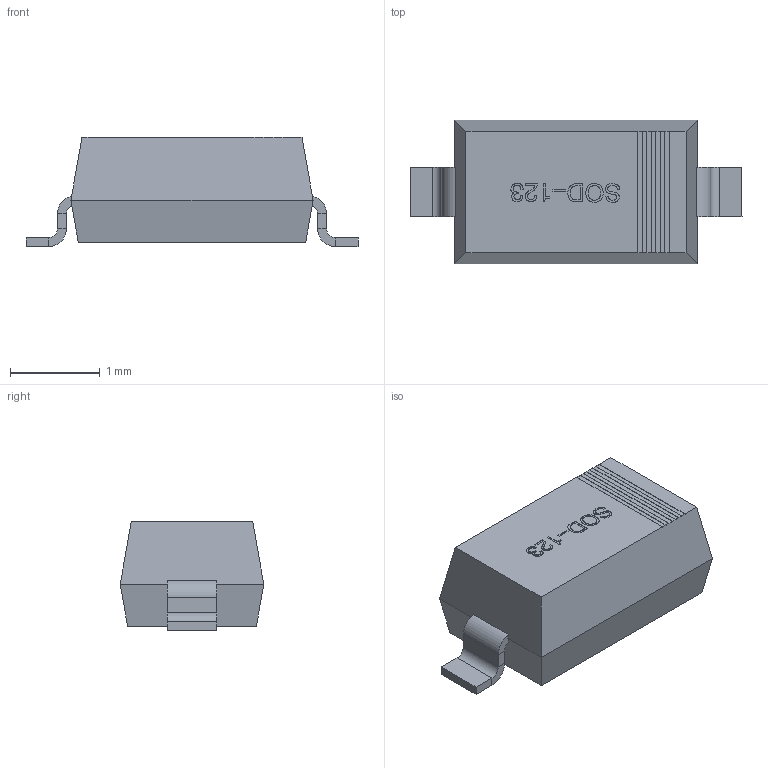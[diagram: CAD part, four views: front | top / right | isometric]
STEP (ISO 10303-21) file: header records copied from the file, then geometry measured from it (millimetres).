
FILE_DESCRIPTION(/* description */ ('Open CASCADE Model'),/* implementation_level */ '2;1');
FILE_NAME(/* name */ 'SOD-123.step',/* time_stamp */ '2025-03-29T23:14:49+08:00',/* author */ (''),/* organization */ (''),/* preprocessor_version */ 'ST-DEVELOPER v20.1',/* originating_system */ 'Autodesk Translation Framework v14.4.0.0',/* authorisation */ '');
FILE_SCHEMA (('AUTOMOTIVE_DESIGN { 1 0 10303 214 3 1 1 }'));
Length unit declared in the file: millimetre
Products named in the file (7): PCB; Board; Open CASCADE STEP translator 7.5 4.1.1; Designator1; SOD-323; SOD-123-13203_AF0_ASM; SOD-123-14174_AF0
Assembly tree (6 placements, depth 5):
  PCB
    Board
      Open CASCADE STEP translator 7.5 4.1.1
    Designator1
      SOD-323
        SOD-123-13203_AF0_ASM
          SOD-123-14174_AF0
Bounding box: 3.7 x 1.6 x 1.22 mm (x, y, z)
Volume: 4.6 mm3; surface area: 18.9 mm2
Topology: 1 solids, 1 shells, 156 faces, 391 edges, 246 vertices
Faces by surface type: plane 101, bspline 47, cylinder 8
Entity records: 7760 total; most frequent: CARTESIAN_POINT 4045, ORIENTED_EDGE 782, DIRECTION 557, EDGE_CURVE 391, LINE 281, VECTOR 281, VERTEX_POINT 246, EDGE_LOOP 165
